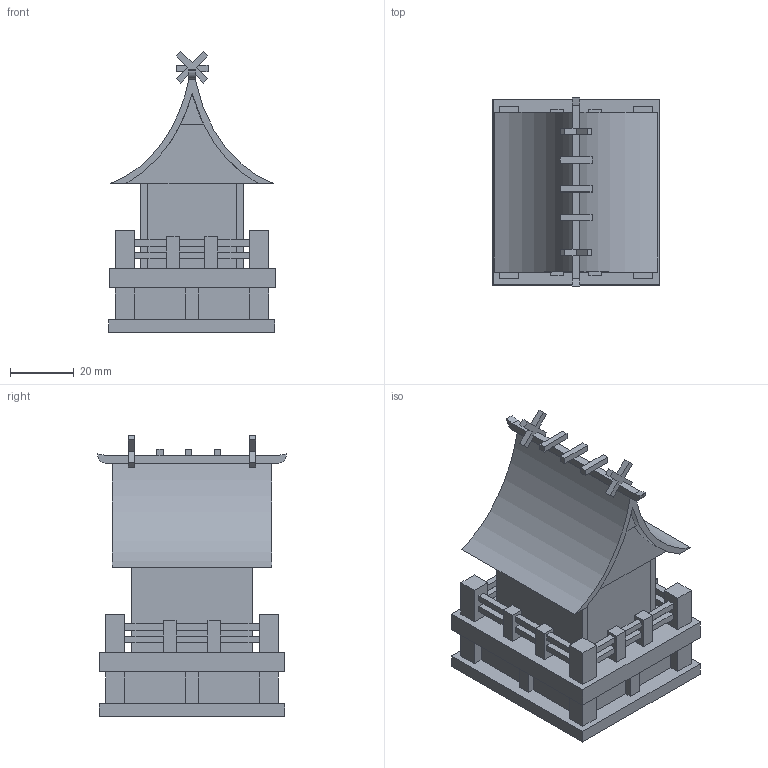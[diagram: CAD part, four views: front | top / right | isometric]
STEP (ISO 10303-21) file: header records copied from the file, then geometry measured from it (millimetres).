
FILE_DESCRIPTION(/* description */ (''),/* implementation_level */ '2;1');
FILE_NAME(/* name */ 'SenkaHokora_ver1.0.0.step',/* time_stamp */ '2024-10-16T01:34:50+09:00',/* author */ (''),/* organization */ (''),/* preprocessor_version */ 'ST-DEVELOPER v20',/* originating_system */ 'Autodesk Translation Framework v13.20.0.188',/* authorisation */ '');
FILE_SCHEMA (('AUTOMOTIVE_DESIGN { 1 0 10303 214 3 1 1 }'));
Length unit declared in the file: millimetre
Products named in the file (13): おためし; 扉; 扉_1; 枠組み; 枠前面; 枠側面; 枠背面; 枠背面_1; 土台; 土台_1; 土台下; 屋根; 屋根_1
Assembly tree (14 placements, depth 3):
  おためし
    扉  x2
      扉_1
    枠組み
      枠前面
    枠側面  x2
    枠背面
      枠背面_1
    土台
      土台_1
    土台下
    屋根
      屋根_1
Bounding box: 52.04 x 59 x 87.98 mm (x, y, z)
Volume: 55929.8 mm3; surface area: 44480.3 mm2
Topology: 17 solids, 17 shells, 418 faces, 1155 edges, 768 vertices
Faces by surface type: plane 404, bspline 10, cylinder 4
Entity records: 11752 total; most frequent: CARTESIAN_POINT 2086, ORIENTED_EDGE 1974, DIRECTION 1785, EDGE_CURVE 987, LINE 955, VECTOR 955, VERTEX_POINT 656, EDGE_LOOP 437
